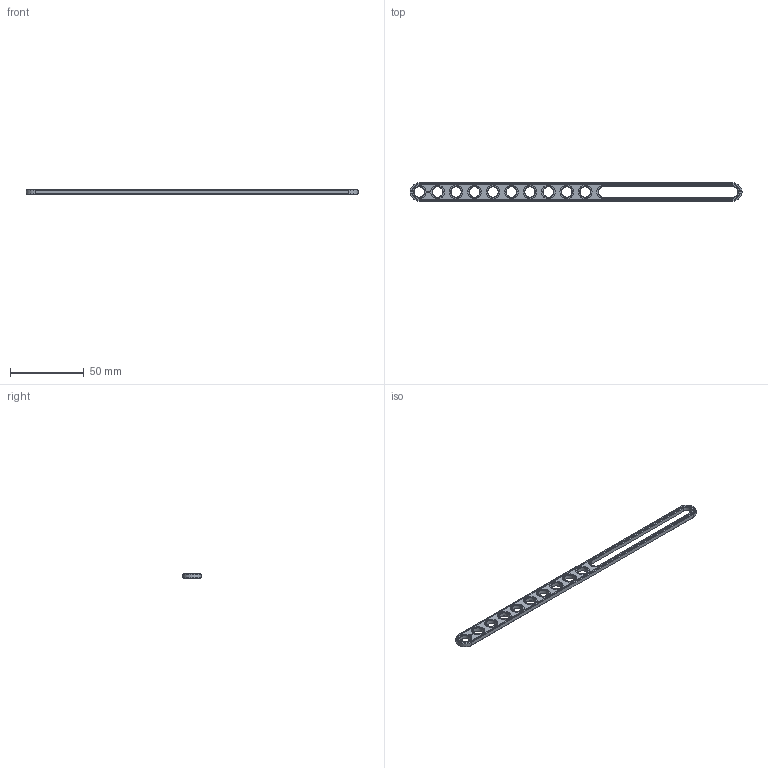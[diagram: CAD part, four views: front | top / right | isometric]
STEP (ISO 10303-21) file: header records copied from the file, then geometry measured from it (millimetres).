
FILE_DESCRIPTION(('FreeCAD Model'),'2;1');
FILE_NAME('Open CASCADE Shape Model','2021-02-26T21:48:56',( 'Paulo Kiefe'),('STEMFIE.org'),'Open CASCADE STEP processor 7.4', 'FreeCAD','Unknown');
FILE_SCHEMA(('AUTOMOTIVE_DESIGN { 1 0 10303 214 1 1 1 1 }'));
Length unit declared in the file: millimetre
Products named in the file (1): Brace_STR_SLT_SE_ERR_-_BU18x01x00.25x08_SPN-BRC-0248_(stemfie.org)
Bounding box: 225 x 12.5 x 3.12 mm (x, y, z)
Volume: 5220.3 mm3; surface area: 6123.6 mm2
Topology: 1 solids, 1 shells, 596 faces, 1615 edges, 1068 vertices
Faces by surface type: plane 348, extrusion 192, cone 28, cylinder 28
Full cylindrical faces by diameter (mm): 7 x10, 9.2 x10
Entity records: 41182 total; most frequent: CARTESIAN_POINT 10236, DIRECTION 4951, VECTOR 3917, LINE 3725, ORIENTED_EDGE 3230, PCURVE 3230, DEFINITIONAL_REPRESENTATION 3230, EDGE_CURVE 1615
